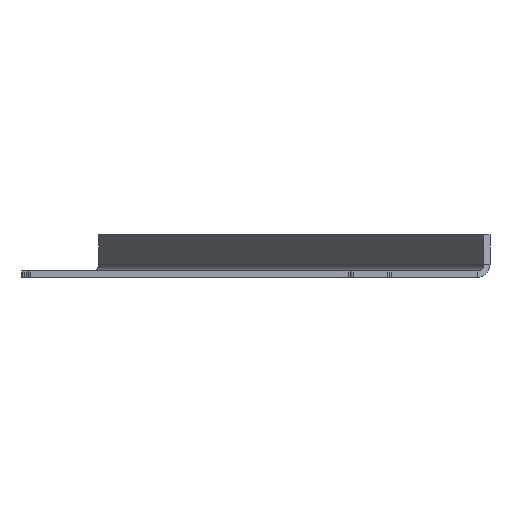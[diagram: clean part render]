
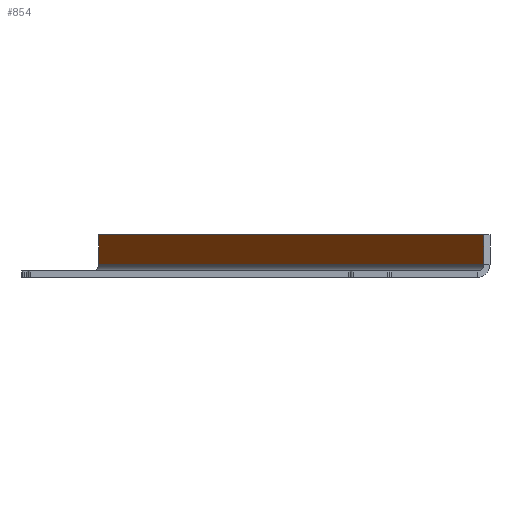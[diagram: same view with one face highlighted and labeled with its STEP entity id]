
A CAD part, left-side view. The second image highlights one B-rep face of the part: STEP entity #854.
In plain terms, the highlighted planar face has unit normal (-0.328, 0.945, 0).
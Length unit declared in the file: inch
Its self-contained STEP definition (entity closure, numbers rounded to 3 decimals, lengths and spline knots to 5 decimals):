
#37 = PLANE ( 'NONE',  #541 ) ;
#194 = DIRECTION ( 'NONE',  ( 0.945, 0.328, 0. ) ) ;
#333 = CARTESIAN_POINT ( 'NONE',  ( 0.30516, -0.30311, 0. ) ) ;
#377 = EDGE_CURVE ( 'NONE', #840, #981, #1168, .T. ) ;
#466 = DIRECTION ( 'NONE',  ( 0., 0., -1. ) ) ;
#541 = AXIS2_PLACEMENT_3D ( 'NONE', #333, #884, #194 ) ;
#613 = FACE_OUTER_BOUND ( 'NONE', #1313, .T. ) ;
#623 = EDGE_CURVE ( 'NONE', #981, #929, #653, .T. ) ;
#635 = ORIENTED_EDGE ( 'NONE', *, *, #623, .T. ) ;
#636 = CARTESIAN_POINT ( 'NONE',  ( 0.22458, -0.33106, 0.075 ) ) ;
#653 = LINE ( 'NONE', #1046, #1506 ) ;
#731 = ORIENTED_EDGE ( 'NONE', *, *, #377, .T. ) ;
#772 = CARTESIAN_POINT ( 'NONE',  ( 13.22458, 4.17914, 0.425 ) ) ;
#840 = VERTEX_POINT ( 'NONE', #1718 ) ;
#854 = ADVANCED_FACE ( 'NONE', ( #613 ), #37, .T. ) ;
#884 = DIRECTION ( 'NONE',  ( -0.328, 0.945, 0. ) ) ;
#929 = VERTEX_POINT ( 'NONE', #1036 ) ;
#981 = VERTEX_POINT ( 'NONE', #636 ) ;
#1015 = CARTESIAN_POINT ( 'NONE',  ( 13.22458, 4.17914, 0. ) ) ;
#1022 = CARTESIAN_POINT ( 'NONE',  ( 13.22458, 4.17914, 0.075 ) ) ;
#1036 = CARTESIAN_POINT ( 'NONE',  ( 0.22458, -0.33106, 0.425 ) ) ;
#1046 = CARTESIAN_POINT ( 'NONE',  ( 0.22458, -0.33106, 0.425 ) ) ;
#1063 = DIRECTION ( 'NONE',  ( 0.945, 0.328, 0. ) ) ;
#1069 = VECTOR ( 'NONE', #466, 39.37008 ) ;
#1162 = ORIENTED_EDGE ( 'NONE', *, *, #1759, .T. ) ;
#1168 = LINE ( 'NONE', #1022, #1593 ) ;
#1210 = VECTOR ( 'NONE', #1063, 39.37008 ) ;
#1232 = VERTEX_POINT ( 'NONE', #1294 ) ;
#1294 = CARTESIAN_POINT ( 'NONE',  ( 13.22458, 4.17914, 0.425 ) ) ;
#1313 = EDGE_LOOP ( 'NONE', ( #635, #1162, #1425, #731 ) ) ;
#1369 = LINE ( 'NONE', #772, #1210 ) ;
#1425 = ORIENTED_EDGE ( 'NONE', *, *, #1731, .T. ) ;
#1427 = LINE ( 'NONE', #1015, #1069 ) ;
#1456 = DIRECTION ( 'NONE',  ( -0.945, -0.328, 0. ) ) ;
#1506 = VECTOR ( 'NONE', #1769, 39.37008 ) ;
#1593 = VECTOR ( 'NONE', #1456, 39.37008 ) ;
#1718 = CARTESIAN_POINT ( 'NONE',  ( 13.22458, 4.17914, 0.075 ) ) ;
#1731 = EDGE_CURVE ( 'NONE', #1232, #840, #1427, .T. ) ;
#1759 = EDGE_CURVE ( 'NONE', #929, #1232, #1369, .T. ) ;
#1769 = DIRECTION ( 'NONE',  ( 0., 0., 1. ) ) ;
